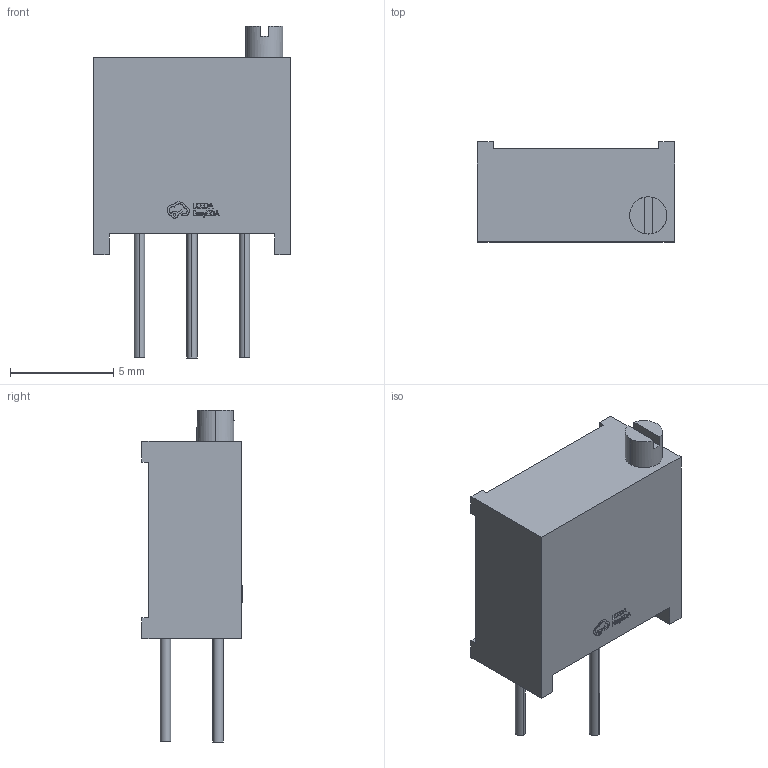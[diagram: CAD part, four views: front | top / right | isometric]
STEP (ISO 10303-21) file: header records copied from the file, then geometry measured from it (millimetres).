
FILE_DESCRIPTION (( 'STEP AP214' ), '1' );
FILE_NAME ('RES-ADJ-TH_3P-L9.5-W4.8-P2.54_PV36Y503C01B00.STEP', '2024-10-09T14:55:59', ( '' ), ( '' ), 'SwSTEP 2.0', 'SolidWorks 2020', '' );
FILE_SCHEMA (( 'AUTOMOTIVE_DESIGN' ));
Length unit declared in the file: millimetre
Products named in the file (1): RES-ADJ-TH_3P-L9.5-W4.8-P2.54_PV36Y503C01B00
Bounding box: 9.53 x 4.84 x 16.05 mm (x, y, z)
Volume: 383.1 mm3; surface area: 390 mm2
Topology: 1 solids, 1 shells, 260 faces, 703 edges, 468 vertices
Faces by surface type: plane 154, bspline 98, cylinder 8
Entity records: 11517 total; most frequent: CARTESIAN_POINT 2738, ORIENTED_EDGE 1406, DIRECTION 849, EDGE_CURVE 703, LINE 483, VECTOR 483, VERTEX_POINT 468, EDGE_LOOP 283
